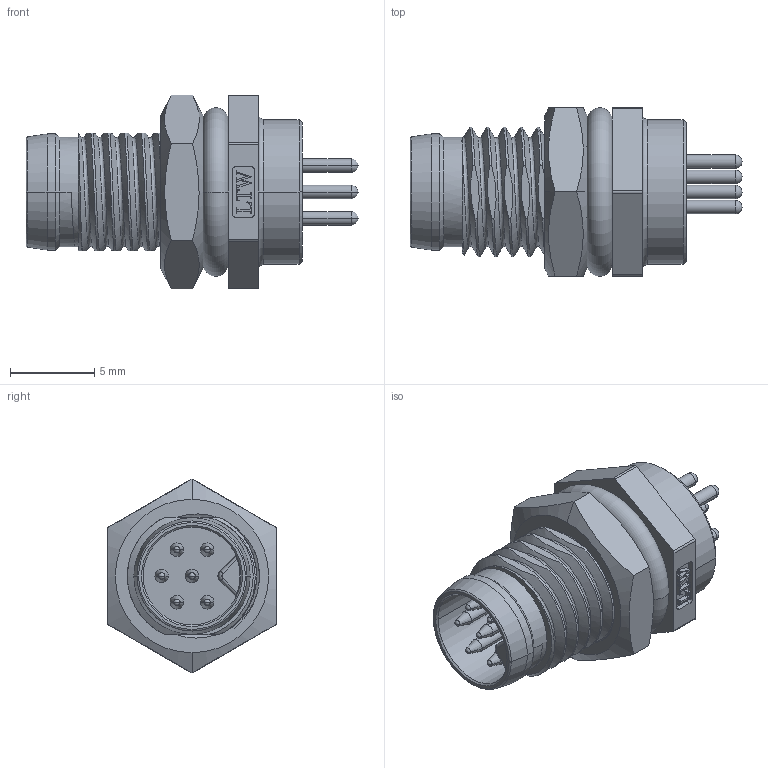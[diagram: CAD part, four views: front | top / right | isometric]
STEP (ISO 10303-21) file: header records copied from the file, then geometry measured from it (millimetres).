
FILE_DESCRIPTION((''),'2;1');
FILE_NAME('8A-06PMMP-SF7001_ASM','2021-06-28T',('L100003'),(''),'PRO/ENGINEER BY PARAMETRIC TECHNOLOGY CORPORATION, 2017170','PRO/ENGINEER BY PARAMETRIC TECHNOLOGY CORPORATION, 2017170','');
FILE_SCHEMA(('CONFIG_CONTROL_DESIGN'));
Length unit declared in the file: millimetre
Products named in the file (2): MSBR-1; 8A-06PMMP-SF7001_ASM
Assembly tree (1 placements, depth 2):
  8A-06PMMP-SF7001_ASM
    MSBR-1
Bounding box: 19.7 x 10 x 11.5 mm (x, y, z)
Volume: 768.6 mm3; surface area: 1223.5 mm2
Topology: 1 solids, 1 shells, 443 faces, 1232 edges, 790 vertices
Faces by surface type: plane 170, cylinder 95, extrusion 86, cone 40, sphere 24, bspline 17, torus 11
Entity records: 20069 total; most frequent: CARTESIAN_POINT 8572, ORIENTED_EDGE 2416, DIRECTION 1835, EDGE_CURVE 1208, VERTEX_POINT 790, VECTOR 697, LINE 611, AXIS2_PLACEMENT_3D 569
